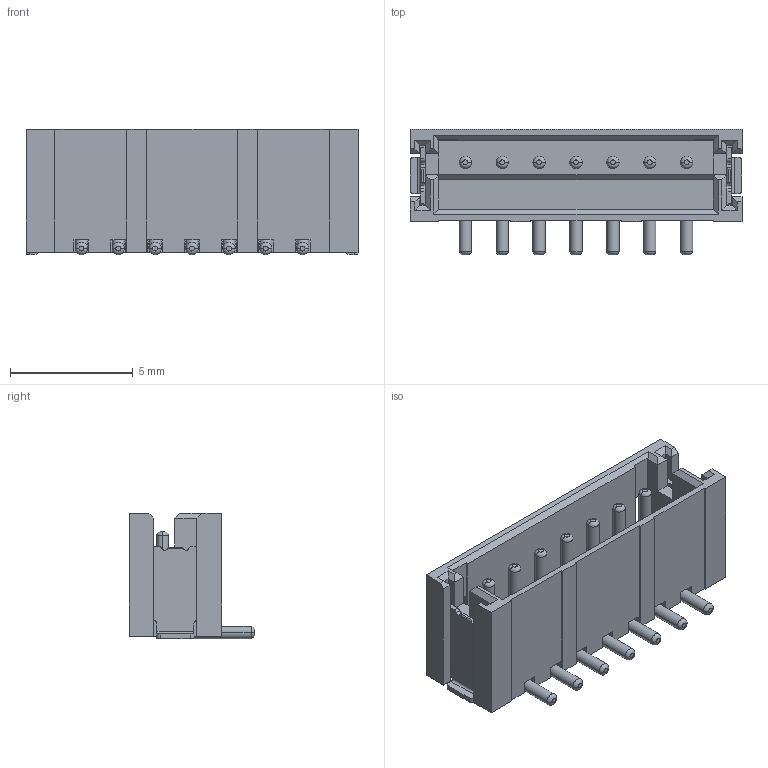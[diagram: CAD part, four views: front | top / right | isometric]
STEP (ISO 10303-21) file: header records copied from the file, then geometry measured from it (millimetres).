
FILE_DESCRIPTION(('CoCreate Modeling STEP Export'),'2;1');
FILE_NAME('ZH1.5WTB-7P立贴3D成品图.stp','2022-10-13T23:12:19',(''),(''),'CoCreate Modeling STEP processor for AP214 (Solid Model)','CoCreate Modeling 16.00 13-May-2008 (C) Parametric Technology GmbH','');
FILE_SCHEMA(('AUTOMOTIVE_DESIGN { 1 0 10303 214 1 1 1 1 }'));
Length unit declared in the file: millimetre
Products named in the file (2): 7Pin
Assembly tree (1 placements, depth 2):
  7Pin
    7Pin
Bounding box: 13.5 x 5.1 x 5.1 mm (x, y, z)
Volume: 136.9 mm3; surface area: 512.5 mm2
Topology: 1 solids, 1 shells, 292 faces, 788 edges, 504 vertices
Faces by surface type: plane 177, cylinder 73, torus 42
Entity records: 9633 total; most frequent: CARTESIAN_POINT 2449, ORIENTED_EDGE 1576, DIRECTION 1323, EDGE_CURVE 788, VECTOR 535, LINE 535, VERTEX_POINT 504, AXIS2_PLACEMENT_3D 394
